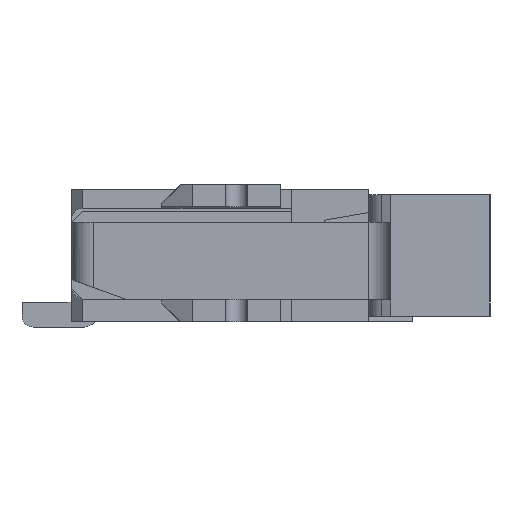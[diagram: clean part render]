
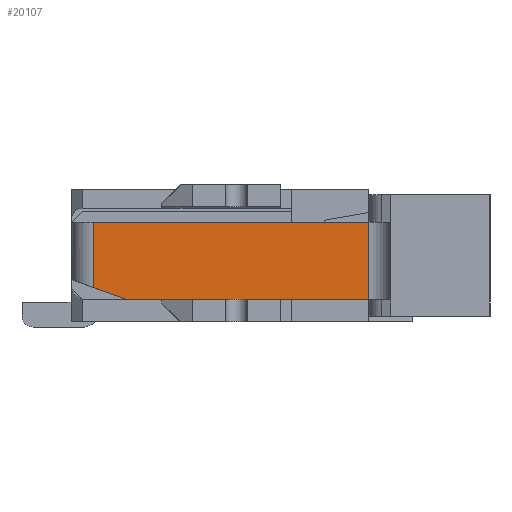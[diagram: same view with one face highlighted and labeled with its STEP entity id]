
A CAD part, left-side view. The second image highlights one B-rep face of the part: STEP entity #20107.
In plain terms, the highlighted planar face has unit normal (-1, 0, 0).
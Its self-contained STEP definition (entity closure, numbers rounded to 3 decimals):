
#5849=ORIENTED_EDGE('',*,*,#9188,.F.);
#5850=ORIENTED_EDGE('',*,*,#9198,.T.);
#5851=ORIENTED_EDGE('',*,*,#9199,.T.);
#5852=ORIENTED_EDGE('',*,*,#9197,.T.);
#5853=ORIENTED_EDGE('',*,*,#9200,.T.);
#9188=EDGE_CURVE('',#11245,#11246,#13797,.T.);
#9197=EDGE_CURVE('',#11249,#11251,#13804,.T.);
#9198=EDGE_CURVE('',#11245,#11252,#13805,.F.);
#9199=EDGE_CURVE('',#11252,#11249,#13806,.T.);
#9200=EDGE_CURVE('',#11251,#11246,#13807,.T.);
#11245=VERTEX_POINT('',#31976);
#11246=VERTEX_POINT('',#31978);
#11249=VERTEX_POINT('',#31989);
#11251=VERTEX_POINT('',#31993);
#11252=VERTEX_POINT('',#31997);
#13797=LINE('',#31977,#16392);
#13804=LINE('',#31994,#16399);
#13805=LINE('',#31996,#16400);
#13806=LINE('',#31998,#16401);
#13807=LINE('',#31999,#16402);
#16392=VECTOR('',#26085,1000.);
#16399=VECTOR('',#26100,1000.);
#16400=VECTOR('',#26103,1000.);
#16401=VECTOR('',#26104,1000.);
#16402=VECTOR('',#26105,1000.);
#17466=EDGE_LOOP('',(#5849,#5850,#5851,#5852,#5853));
#18407=FACE_BOUND('',#17466,.T.);
#19215=PLANE('',#21377);
#20107=ADVANCED_FACE('',(#18407),#19215,.F.);
#21377=AXIS2_PLACEMENT_3D('',#31995,#26101,#26102);
#26085=DIRECTION('',(0.,1.,0.));
#26100=DIRECTION('',(0.,1.,0.));
#26101=DIRECTION('',(1.,0.,0.));
#26102=DIRECTION('',(0.,0.,-1.));
#26103=DIRECTION('',(0.,0.,-1.));
#26104=DIRECTION('',(0.,0.94,0.342));
#26105=DIRECTION('',(0.,0.,-1.));
#31976=CARTESIAN_POINT('',(-8.65,-3.15,-0.3));
#31977=CARTESIAN_POINT('',(-8.65,-3.35,-0.3));
#31978=CARTESIAN_POINT('',(-8.65,-0.65,-0.3));
#31989=CARTESIAN_POINT('',(-8.65,-2.85,0.4));
#31993=CARTESIAN_POINT('',(-8.65,-0.65,0.4));
#31994=CARTESIAN_POINT('',(-8.65,-3.35,0.4));
#31995=CARTESIAN_POINT('',(-8.65,-3.35,0.4));
#31996=CARTESIAN_POINT('',(-8.65,-3.15,0.218));
#31997=CARTESIAN_POINT('',(-8.65,-3.15,0.291));
#31998=CARTESIAN_POINT('',(-8.65,-3.35,0.218));
#31999=CARTESIAN_POINT('',(-8.65,-0.65,0.4));
